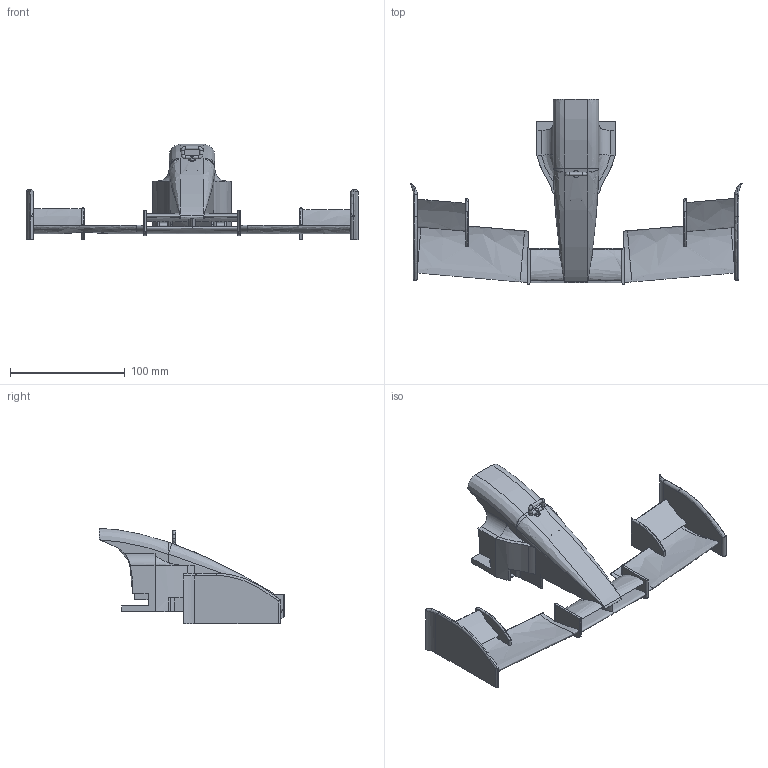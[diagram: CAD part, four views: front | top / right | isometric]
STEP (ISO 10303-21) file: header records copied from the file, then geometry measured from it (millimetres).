
FILE_DESCRIPTION(/* description */ (''),/* implementation_level */ '2;1');
FILE_NAME(/* name */ '',/* time_stamp */ '2024-10-22T20:03:31+08:00',/* author */ (''),/* organization */ (''),/* preprocessor_version */ 'ST-DEVELOPER v20',/* originating_system */ 'Autodesk Translation Framework v13.20.0.188',/* authorisation */ '');
FILE_SCHEMA (('AUTOMOTIVE_DESIGN { 1 0 10303 214 3 1 1 }'));
Length unit declared in the file: millimetre
Products named in the file (1): 前翼
Bounding box: 288.84 x 161 x 82.97 mm (x, y, z)
Volume: 307247.6 mm3; surface area: 96314.8 mm2
Topology: 3 solids, 3 shells, 242 faces, 686 edges, 445 vertices
Faces by surface type: plane 88, bspline 85, cylinder 61, sphere 4, torus 4
Full cylindrical faces by diameter (mm): 3 x7, 4.1 x2
Entity records: 16617 total; most frequent: CARTESIAN_POINT 11009, ORIENTED_EDGE 1360, DIRECTION 874, EDGE_CURVE 680, VERTEX_POINT 445, LINE 296, VECTOR 296, AXIS2_PLACEMENT_3D 289
